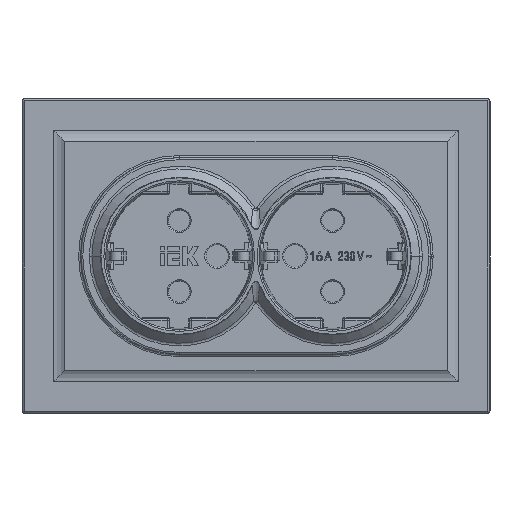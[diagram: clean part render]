
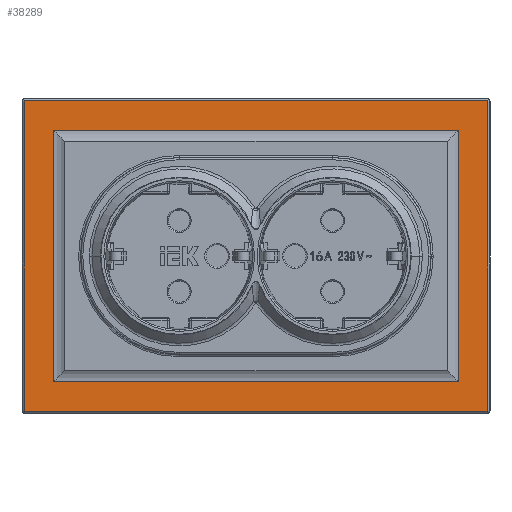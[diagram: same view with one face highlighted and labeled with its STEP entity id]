
A CAD part, top view. The second image highlights one B-rep face of the part: STEP entity #38289.
In plain terms, the highlighted planar face has unit normal (0, 0, 1).
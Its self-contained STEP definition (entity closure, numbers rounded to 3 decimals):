
#443 = CARTESIAN_POINT ( 'NONE',  ( 115.844, 71.117, 0. ) ) ;
#610 = CARTESIAN_POINT ( 'NONE',  ( 123.646, 0.13, 0. ) ) ;
#1347 = CARTESIAN_POINT ( 'NONE',  ( 123.675, 0.273, 0. ) ) ;
#1398 = LINE ( 'NONE', #43804, #10449 ) ;
#1986 = CARTESIAN_POINT ( 'NONE',  ( -0.273, 0.202, 0. ) ) ;
#3280 = EDGE_CURVE ( 'NONE', #47942, #25218, #23644, .T. ) ;
#4264 = VECTOR ( 'NONE', #15700, 1000. ) ;
#4323 = CARTESIAN_POINT ( 'NONE',  ( -0.273, 41.474, 0. ) ) ;
#4832 = DIRECTION ( 'NONE',  ( 0., 0., 1. ) ) ;
#4909 = VERTEX_POINT ( 'NONE', #26753 ) ;
#5320 = CARTESIAN_POINT ( 'NONE',  ( 123.474, 0., 0. ) ) ;
#5445 = CARTESIAN_POINT ( 'NONE',  ( 0., 0., 0. ) ) ;
#5602 = ORIENTED_EDGE ( 'NONE', *, *, #33114, .T. ) ;
#5873 = EDGE_CURVE ( 'NONE', #23722, #48196, #26857, .T. ) ;
#6503 = VECTOR ( 'NONE', #29615, 1000. ) ;
#7804 = PLANE ( 'NONE',  #8033 ) ;
#8033 = AXIS2_PLACEMENT_3D ( 'NONE', #30382, #4832, #31116 ) ;
#8119 = DIRECTION ( 'NONE',  ( 0., 1., 0. ) ) ;
#8270 = ORIENTED_EDGE ( 'NONE', *, *, #5873, .T. ) ;
#9753 = CARTESIAN_POINT ( 'NONE',  ( 123.675, 82.675, 0. ) ) ;
#9822 = DIRECTION ( 'NONE',  ( -1., 0., 0. ) ) ;
#10322 = CARTESIAN_POINT ( 'NONE',  ( -0.273, 82.675, 0. ) ) ;
#10449 = VECTOR ( 'NONE', #9822, 1000. ) ;
#10493 = CARTESIAN_POINT ( 'NONE',  ( 123.544, 82.918, 0. ) ) ;
#10585 = CARTESIAN_POINT ( 'NONE',  ( -0.245, 82.811, 0. ) ) ;
#10962 = VERTEX_POINT ( 'NONE', #37377 ) ;
#11266 = ORIENTED_EDGE ( 'NONE', *, *, #17669, .F. ) ;
#11689 = EDGE_CURVE ( 'NONE', #27710, #33033, #30045, .T. ) ;
#13069 = CARTESIAN_POINT ( 'NONE',  ( -0.273, 0.273, 0. ) ) ;
#13479 = CARTESIAN_POINT ( 'NONE',  ( 123.675, 82.746, 0. ) ) ;
#14142 = LINE ( 'NONE', #21829, #29869 ) ;
#14865 = ORIENTED_EDGE ( 'NONE', *, *, #27903, .T. ) ;
#15324 = LINE ( 'NONE', #443, #43526 ) ;
#15700 = DIRECTION ( 'NONE',  ( 1., 0., 0. ) ) ;
#15949 = LINE ( 'NONE', #16436, #4264 ) ;
#16204 = B_SPLINE_CURVE_WITH_KNOTS ( 'NONE', 3,
 ( #24037, #1986, #42631, #32225, #20081, #5445 ),
 .UNSPECIFIED., .F., .F.,
 ( 4, 2, 4 ),
 ( 0., 0.5, 1. ),
 .UNSPECIFIED. ) ;
#16436 = CARTESIAN_POINT ( 'NONE',  ( 82.201, 0., 0. ) ) ;
#17669 = EDGE_CURVE ( 'NONE', #33033, #47942, #33805, .T. ) ;
#18086 = ORIENTED_EDGE ( 'NONE', *, *, #45778, .T. ) ;
#18090 = ORIENTED_EDGE ( 'NONE', *, *, #11689, .F. ) ;
#18175 = CARTESIAN_POINT ( 'NONE',  ( 123.474, 82.948, 0. ) ) ;
#18199 = VERTEX_POINT ( 'NONE', #37941 ) ;
#20081 = CARTESIAN_POINT ( 'NONE',  ( -0.072, 0., 0. ) ) ;
#20190 = CARTESIAN_POINT ( 'NONE',  ( 123.402, 0., 0. ) ) ;
#20268 = CARTESIAN_POINT ( 'NONE',  ( 7.558, 7.831, 0. ) ) ;
#21742 = CARTESIAN_POINT ( 'NONE',  ( -0.273, 82.747, 0. ) ) ;
#21829 = CARTESIAN_POINT ( 'NONE',  ( 7.558, 71.117, 0. ) ) ;
#22640 = EDGE_CURVE ( 'NONE', #4909, #23730, #44504, .T. ) ;
#22736 = ORIENTED_EDGE ( 'NONE', *, *, #29210, .F. ) ;
#23149 = DIRECTION ( 'NONE',  ( 0., -1., 0. ) ) ;
#23313 = EDGE_LOOP ( 'NONE', ( #30365, #14865, #22736, #34833 ) ) ;
#23644 = B_SPLINE_CURVE_WITH_KNOTS ( 'NONE', 3,
 ( #1347, #46243, #610, #42506, #5320, #20190 ),
 .UNSPECIFIED., .F., .F.,
 ( 4, 2, 4 ),
 ( 0., 0.5, 1. ),
 .UNSPECIFIED. ) ;
#23722 = VERTEX_POINT ( 'NONE', #24464 ) ;
#23730 = VERTEX_POINT ( 'NONE', #20268 ) ;
#24037 = CARTESIAN_POINT ( 'NONE',  ( -0.273, 0.273, 0. ) ) ;
#24168 = VERTEX_POINT ( 'NONE', #25526 ) ;
#24464 = CARTESIAN_POINT ( 'NONE',  ( -0.273, 82.675, 0. ) ) ;
#24754 = B_SPLINE_CURVE_WITH_KNOTS ( 'NONE', 3,
 ( #48508, #36860, #40580, #10585, #21742, #10322 ),
 .UNSPECIFIED., .F., .F.,
 ( 4, 2, 4 ),
 ( 0., 0.5, 1. ),
 .UNSPECIFIED. ) ;
#25218 = VERTEX_POINT ( 'NONE', #36942 ) ;
#25395 = CARTESIAN_POINT ( 'NONE',  ( 111.843, 7.831, 0. ) ) ;
#25526 = CARTESIAN_POINT ( 'NONE',  ( 0., 82.948, 0. ) ) ;
#25612 = CARTESIAN_POINT ( 'NONE',  ( 123.646, 82.817, 0. ) ) ;
#26021 = DIRECTION ( 'NONE',  ( 0., 1., 0. ) ) ;
#26401 = EDGE_CURVE ( 'NONE', #23730, #10962, #14142, .T. ) ;
#26753 = CARTESIAN_POINT ( 'NONE',  ( 115.844, 7.831, 0. ) ) ;
#26857 = LINE ( 'NONE', #4323, #28975 ) ;
#26891 = FACE_BOUND ( 'NONE', #23313, .T. ) ;
#27710 = VERTEX_POINT ( 'NONE', #34450 ) ;
#27903 = EDGE_CURVE ( 'NONE', #10962, #18199, #44100, .T. ) ;
#28975 = VECTOR ( 'NONE', #23149, 1000. ) ;
#29092 = CARTESIAN_POINT ( 'NONE',  ( 123.402, 82.948, 0. ) ) ;
#29210 = EDGE_CURVE ( 'NONE', #4909, #18199, #15324, .T. ) ;
#29615 = DIRECTION ( 'NONE',  ( 0., -1., 0. ) ) ;
#29704 = VECTOR ( 'NONE', #44245, 1000. ) ;
#29869 = VECTOR ( 'NONE', #26021, 1000. ) ;
#30045 = B_SPLINE_CURVE_WITH_KNOTS ( 'NONE', 3,
 ( #29092, #18175, #10493, #25612, #13479, #9753 ),
 .UNSPECIFIED., .F., .F.,
 ( 4, 2, 4 ),
 ( 0., 0.5, 1. ),
 .UNSPECIFIED. ) ;
#30365 = ORIENTED_EDGE ( 'NONE', *, *, #26401, .T. ) ;
#30382 = CARTESIAN_POINT ( 'NONE',  ( 82.201, 41.474, 0. ) ) ;
#31116 = DIRECTION ( 'NONE',  ( 1., 0., 0. ) ) ;
#32225 = CARTESIAN_POINT ( 'NONE',  ( -0.136, 0.027, 0. ) ) ;
#33033 = VERTEX_POINT ( 'NONE', #45633 ) ;
#33114 = EDGE_CURVE ( 'NONE', #48196, #40813, #16204, .T. ) ;
#33669 = CARTESIAN_POINT ( 'NONE',  ( 123.675, 0.273, 0. ) ) ;
#33805 = LINE ( 'NONE', #40760, #6503 ) ;
#34450 = CARTESIAN_POINT ( 'NONE',  ( 123.402, 82.948, 0. ) ) ;
#34663 = VECTOR ( 'NONE', #44339, 1000. ) ;
#34833 = ORIENTED_EDGE ( 'NONE', *, *, #22640, .T. ) ;
#35558 = EDGE_LOOP ( 'NONE', ( #38204, #45751, #11266, #18090, #35566, #18086, #8270, #5602 ) ) ;
#35566 = ORIENTED_EDGE ( 'NONE', *, *, #36837, .T. ) ;
#36196 = CARTESIAN_POINT ( 'NONE',  ( 0., 0., 0. ) ) ;
#36837 = EDGE_CURVE ( 'NONE', #27710, #24168, #1398, .T. ) ;
#36860 = CARTESIAN_POINT ( 'NONE',  ( -0.07, 82.948, 0. ) ) ;
#36899 = CARTESIAN_POINT ( 'NONE',  ( 52.558, 75.117, 0. ) ) ;
#36942 = CARTESIAN_POINT ( 'NONE',  ( 123.402, 0., 0. ) ) ;
#37377 = CARTESIAN_POINT ( 'NONE',  ( 7.558, 75.117, 0. ) ) ;
#37941 = CARTESIAN_POINT ( 'NONE',  ( 115.844, 75.117, 0. ) ) ;
#38204 = ORIENTED_EDGE ( 'NONE', *, *, #40335, .T. ) ;
#38289 = ADVANCED_FACE ( 'NONE', ( #26891, #42509 ), #7804, .T. ) ;
#40335 = EDGE_CURVE ( 'NONE', #40813, #25218, #15949, .T. ) ;
#40580 = CARTESIAN_POINT ( 'NONE',  ( -0.134, 82.921, 0. ) ) ;
#40760 = CARTESIAN_POINT ( 'NONE',  ( 123.675, 41.474, 0. ) ) ;
#40813 = VERTEX_POINT ( 'NONE', #36196 ) ;
#42506 = CARTESIAN_POINT ( 'NONE',  ( 123.544, 0.029, 0. ) ) ;
#42509 = FACE_OUTER_BOUND ( 'NONE', #35558, .T. ) ;
#42631 = CARTESIAN_POINT ( 'NONE',  ( -0.246, 0.139, 0. ) ) ;
#43526 = VECTOR ( 'NONE', #8119, 1000. ) ;
#43804 = CARTESIAN_POINT ( 'NONE',  ( 82.201, 82.948, 0. ) ) ;
#44100 = LINE ( 'NONE', #36899, #34663 ) ;
#44245 = DIRECTION ( 'NONE',  ( -1., 0., 0. ) ) ;
#44339 = DIRECTION ( 'NONE',  ( 1., 0., 0. ) ) ;
#44504 = LINE ( 'NONE', #25395, #29704 ) ;
#45633 = CARTESIAN_POINT ( 'NONE',  ( 123.675, 82.675, 0. ) ) ;
#45751 = ORIENTED_EDGE ( 'NONE', *, *, #3280, .F. ) ;
#45778 = EDGE_CURVE ( 'NONE', #24168, #23722, #24754, .T. ) ;
#46243 = CARTESIAN_POINT ( 'NONE',  ( 123.675, 0.201, 0. ) ) ;
#47942 = VERTEX_POINT ( 'NONE', #33669 ) ;
#48196 = VERTEX_POINT ( 'NONE', #13069 ) ;
#48508 = CARTESIAN_POINT ( 'NONE',  ( 0., 82.948, 0. ) ) ;
